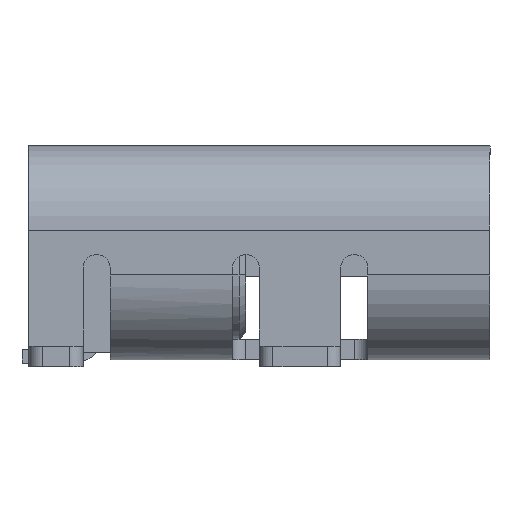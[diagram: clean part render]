
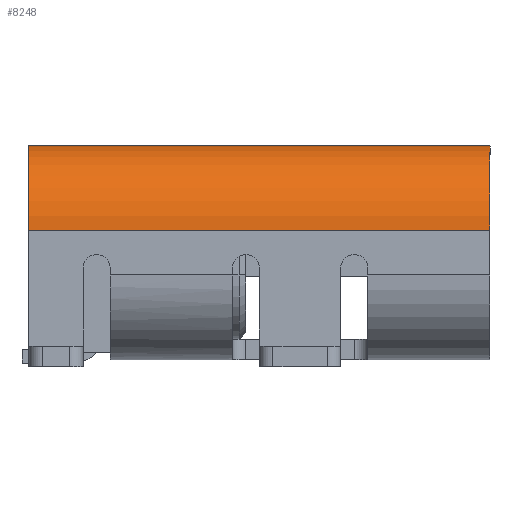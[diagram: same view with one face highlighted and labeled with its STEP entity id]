
A CAD part, left-side view. The second image highlights one B-rep face of the part: STEP entity #8248.
In plain terms, the highlighted cylindrical face has radius 1.25 mm (diameter 2.5 mm), a partial arc.
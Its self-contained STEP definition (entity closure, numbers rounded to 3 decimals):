
#59 = CARTESIAN_POINT ( 'NONE',  ( -4.47, 2.158, 2.01 ) ) ;
#66 = DIRECTION ( 'NONE',  ( -1., 0., 0. ) ) ;
#239 = DIRECTION ( 'NONE',  ( 0., -1., 0. ) ) ;
#410 = EDGE_CURVE ( 'NONE', #1898, #5896, #8870, .T. ) ;
#447 = CARTESIAN_POINT ( 'NONE',  ( -3.22, -4.642, 3.26 ) ) ;
#888 = DIRECTION ( 'NONE',  ( 0., 1., 0. ) ) ;
#1691 = DIRECTION ( 'NONE',  ( -1., 0., 0. ) ) ;
#1786 = CYLINDRICAL_SURFACE ( 'NONE', #6928, 1.25 ) ;
#1837 = VECTOR ( 'NONE', #8302, 1000. ) ;
#1861 = VECTOR ( 'NONE', #8299, 1000. ) ;
#1898 = VERTEX_POINT ( 'NONE', #2952 ) ;
#2241 = AXIS2_PLACEMENT_3D ( 'NONE', #6630, #6093, #66 ) ;
#2464 = CARTESIAN_POINT ( 'NONE',  ( -3.22, 2.158, 3.26 ) ) ;
#2805 = VERTEX_POINT ( 'NONE', #447 ) ;
#2952 = CARTESIAN_POINT ( 'NONE',  ( -4.47, 2.158, 2.01 ) ) ;
#3276 = CARTESIAN_POINT ( 'NONE',  ( -4.47, -4.642, 2.01 ) ) ;
#3696 = CIRCLE ( 'NONE', #2241, 1.25 ) ;
#4005 = EDGE_LOOP ( 'NONE', ( #6387, #7772, #4729, #7032 ) ) ;
#4572 = EDGE_CURVE ( 'NONE', #5896, #2805, #5448, .T. ) ;
#4669 = AXIS2_PLACEMENT_3D ( 'NONE', #6889, #888, #7509 ) ;
#4729 = ORIENTED_EDGE ( 'NONE', *, *, #410, .F. ) ;
#4919 = CARTESIAN_POINT ( 'NONE',  ( -3.22, 2.158, 2.01 ) ) ;
#5112 = EDGE_CURVE ( 'NONE', #7972, #2805, #3696, .T. ) ;
#5448 = LINE ( 'NONE', #7531, #1837 ) ;
#5896 = VERTEX_POINT ( 'NONE', #2464 ) ;
#6093 = DIRECTION ( 'NONE',  ( 0., 1., 0. ) ) ;
#6387 = ORIENTED_EDGE ( 'NONE', *, *, #5112, .T. ) ;
#6630 = CARTESIAN_POINT ( 'NONE',  ( -3.22, -4.642, 2.01 ) ) ;
#6803 = LINE ( 'NONE', #59, #1861 ) ;
#6889 = CARTESIAN_POINT ( 'NONE',  ( -3.22, 2.158, 2.01 ) ) ;
#6928 = AXIS2_PLACEMENT_3D ( 'NONE', #4919, #239, #1691 ) ;
#7032 = ORIENTED_EDGE ( 'NONE', *, *, #7187, .T. ) ;
#7187 = EDGE_CURVE ( 'NONE', #1898, #7972, #6803, .T. ) ;
#7509 = DIRECTION ( 'NONE',  ( -1., 0., 0. ) ) ;
#7531 = CARTESIAN_POINT ( 'NONE',  ( -3.22, 2.158, 3.26 ) ) ;
#7772 = ORIENTED_EDGE ( 'NONE', *, *, #4572, .F. ) ;
#7861 = FACE_OUTER_BOUND ( 'NONE', #4005, .T. ) ;
#7972 = VERTEX_POINT ( 'NONE', #3276 ) ;
#8248 = ADVANCED_FACE ( 'NONE', ( #7861 ), #1786, .T. ) ;
#8299 = DIRECTION ( 'NONE',  ( 0., -1., 0. ) ) ;
#8302 = DIRECTION ( 'NONE',  ( 0., -1., 0. ) ) ;
#8870 = CIRCLE ( 'NONE', #4669, 1.25 ) ;
